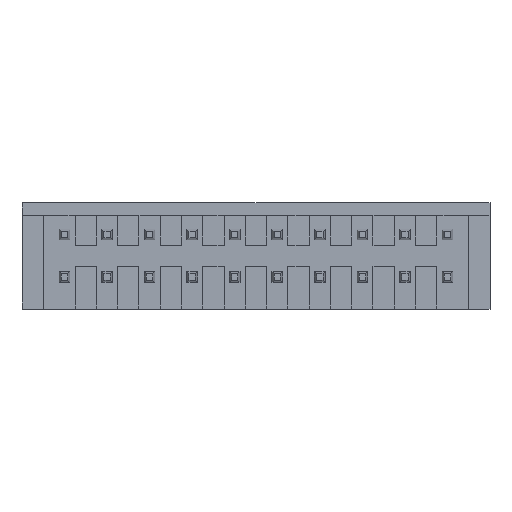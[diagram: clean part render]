
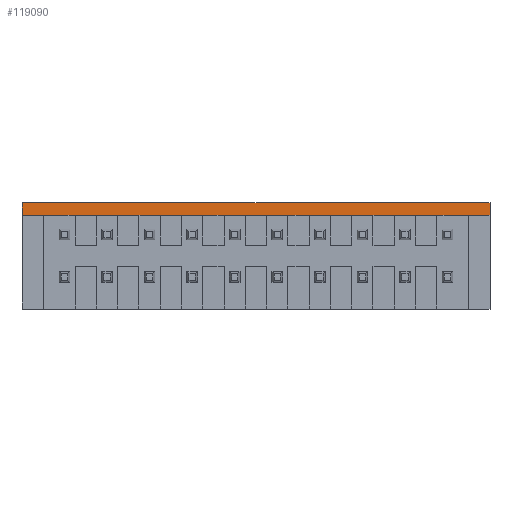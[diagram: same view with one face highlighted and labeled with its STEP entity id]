
A CAD part, top view. The second image highlights one B-rep face of the part: STEP entity #119090.
In plain terms, the highlighted planar face has unit normal (0, 0, 1).
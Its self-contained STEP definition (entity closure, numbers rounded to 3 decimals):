
#45270=CARTESIAN_POINT('',(3.778,2.055,5.6));
#45280=VERTEX_POINT('',#45270);
#45310=CARTESIAN_POINT('',(20.778,2.055,5.6));
#45320=DIRECTION('',(-1.,0.,0.));
#45330=VECTOR('',#45320,1.);
#45340=LINE('',#45310,#45330);
#45350=CARTESIAN_POINT('',(25.778,2.055,5.6));
#45360=VERTEX_POINT('',#45350);
#45370=EDGE_CURVE('',#45360,#45280,#45340,.T.);
#55660=CARTESIAN_POINT('',(25.778,0.,5.6));
#55670=DIRECTION('',(0.,1.,0.));
#55680=VECTOR('',#55670,1.);
#55690=LINE('',#55660,#55680);
#55700=CARTESIAN_POINT('',(25.778,2.655,5.6));
#55710=VERTEX_POINT('',#55700);
#55720=EDGE_CURVE('',#45360,#55710,#55690,.T.);
#111540=CARTESIAN_POINT('',(3.778,2.655,5.6));
#111550=VERTEX_POINT('',#111540);
#111580=CARTESIAN_POINT('',(3.778,0.,5.6));
#111590=DIRECTION('',(0.,1.,0.));
#111600=VECTOR('',#111590,1.);
#111610=LINE('',#111580,#111600);
#111620=EDGE_CURVE('',#45280,#111550,#111610,.T.);
#111820=CARTESIAN_POINT('',(7.556,2.655,5.6));
#111830=DIRECTION('',(1.,0.,0.));
#111840=VECTOR('',#111830,1.);
#111850=LINE('',#111820,#111840);
#111860=EDGE_CURVE('',#111550,#55710,#111850,.T.);
#118980=CARTESIAN_POINT('',(20.778,2.655,5.6));
#118990=DIRECTION('',(0.,0.,1.));
#119000=DIRECTION('',(0.,-1.,0.));
#119010=AXIS2_PLACEMENT_3D('',#118980,#118990,#119000);
#119020=PLANE('',#119010);
#119030=ORIENTED_EDGE('',*,*,#111620,.F.);
#119040=ORIENTED_EDGE('',*,*,#111860,.F.);
#119050=ORIENTED_EDGE('',*,*,#55720,.T.);
#119060=ORIENTED_EDGE('',*,*,#45370,.F.);
#119070=EDGE_LOOP('',(#119060,#119050,#119040,#119030));
#119080=FACE_OUTER_BOUND('',#119070,.T.);
#119090=ADVANCED_FACE('',(#119080),#119020,.T.);
